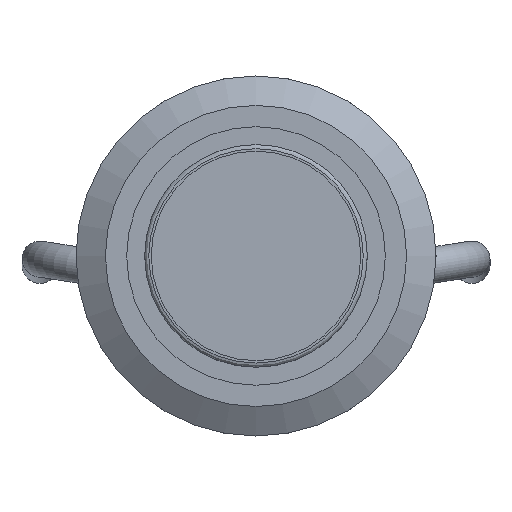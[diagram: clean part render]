
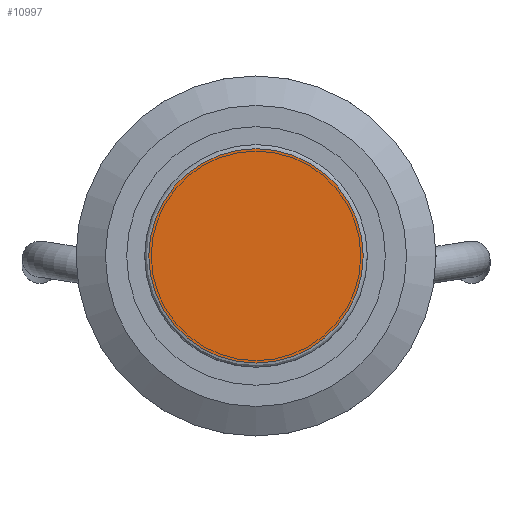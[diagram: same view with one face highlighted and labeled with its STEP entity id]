
A CAD part, top view. The second image highlights one B-rep face of the part: STEP entity #10997.
In plain terms, the highlighted planar face has unit normal (0, 0, 1).
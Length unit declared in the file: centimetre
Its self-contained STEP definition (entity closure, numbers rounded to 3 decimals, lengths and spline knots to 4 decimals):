
#356=PLANE('',#12299);
#1241=FACE_OUTER_BOUND('',#1923,.T.);
#1923=EDGE_LOOP('',(#10127));
#2616=CIRCLE('',#12300,0.655);
#5240=VERTEX_POINT('',#20305);
#6871=EDGE_CURVE('',#5240,#5240,#2616,.T.);
#10127=ORIENTED_EDGE('',*,*,#6871,.F.);
#10997=ADVANCED_FACE('',(#1241),#356,.F.);
#12299=AXIS2_PLACEMENT_3D('',#20304,#15672,#15673);
#12300=AXIS2_PLACEMENT_3D('',#20306,#15674,#15675);
#15672=DIRECTION('center_axis',(0.,0.,
-1.));
#15673=DIRECTION('ref_axis',(0.,-1.,0.));
#15674=DIRECTION('center_axis',(0.,0.,
-1.));
#15675=DIRECTION('ref_axis',(0.,-1.,0.));
#20304=CARTESIAN_POINT('Origin',(1.5303,0.8282,18.0028));
#20305=CARTESIAN_POINT('',(1.5303,1.4832,18.0028));
#20306=CARTESIAN_POINT('Origin',(1.5303,0.8282,18.0028));
